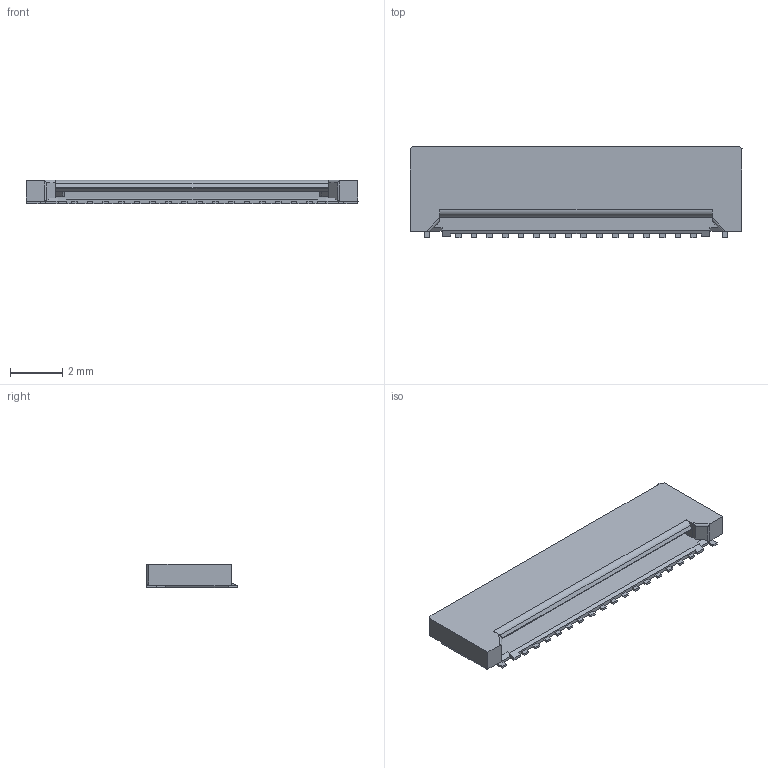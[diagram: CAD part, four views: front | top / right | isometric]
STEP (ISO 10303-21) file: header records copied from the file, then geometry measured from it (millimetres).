
FILE_DESCRIPTION(('Creo Elements/Direct Modeling STEP Export'),'2;1');
FILE_NAME('FH72-31S-0.3SHW.stp','2020-09-29T10:39:10',(''),(''),'Creo Elements/Direct Modeling STEP processor for AP214 (Solid Model)','Creo Elements/Direct Modeling 19.0F 14-Feb-2017 (C) Parametric Technology GmbH','');
FILE_SCHEMA(('AUTOMOTIVE_DESIGN { 1 0 10303 214 1 1 1 1 }'));
Length unit declared in the file: millimetre
Products named in the file (2): FH72-31S-0.3SHW
Assembly tree (1 placements, depth 2):
  FH72-31S-0.3SHW
    FH72-31S-0.3SHW
Bounding box: 12.7 x 3.5 x 0.9 mm (x, y, z)
Volume: 24.7 mm3; surface area: 158.3 mm2
Topology: 1 solids, 3 shells, 352 faces, 1026 edges, 681 vertices
Faces by surface type: plane 320, cylinder 32
Entity records: 11364 total; most frequent: ORIENTED_EDGE 2052, CARTESIAN_POINT 2033, DIRECTION 1763, EDGE_CURVE 1026, VECTOR 941, LINE 941, VERTEX_POINT 681, AXIS2_PLACEMENT_3D 411
